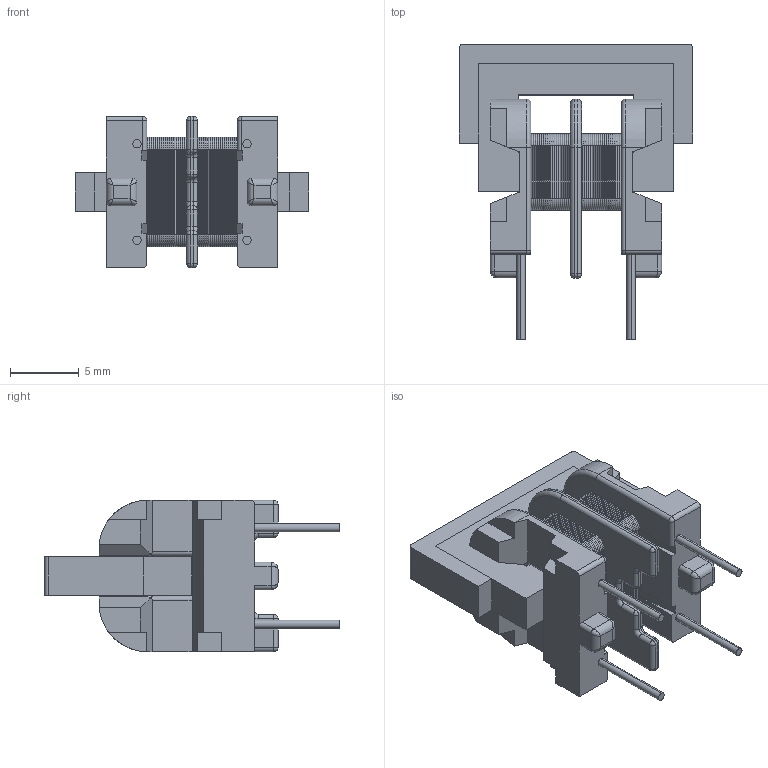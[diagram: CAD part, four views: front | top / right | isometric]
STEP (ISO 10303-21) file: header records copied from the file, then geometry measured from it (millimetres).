
FILE_DESCRIPTION (( 'STEP AP214' ), '1' );
FILE_NAME ('ST-110AV.STEP', '2019-01-30T06:53:16', ( '' ), ( '' ), 'SwSTEP 2.0', 'SolidWorks 2018', '' );
FILE_SCHEMA (( 'AUTOMOTIVE_DESIGN' ));
Length unit declared in the file: millimetre
Products named in the file (1): ST-110AV
Bounding box: 17 x 21.5 x 11 mm (x, y, z)
Volume: 1129.6 mm3; surface area: 1691.3 mm2
Topology: 1 solids, 1 shells, 880 faces, 2135 edges, 1248 vertices
Faces by surface type: cylinder 476, plane 208, torus 174, sphere 14, bspline 8
Entity records: 35333 total; most frequent: DIRECTION 4857, CARTESIAN_POINT 4646, ORIENTED_EDGE 4226, EDGE_CURVE 2113, AXIS2_PLACEMENT_3D 1919, VERTEX_POINT 1248, CIRCLE 1046, LINE 1019
